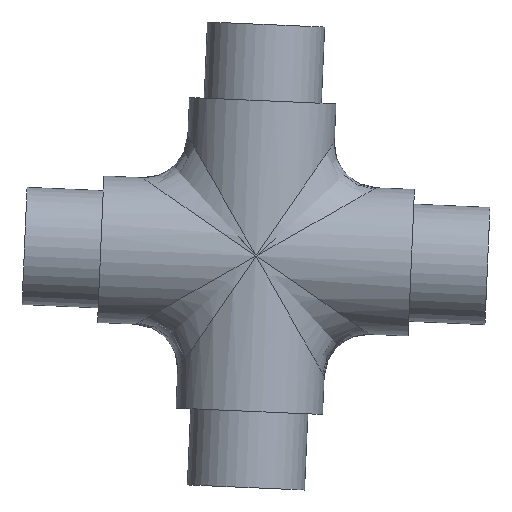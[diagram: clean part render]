
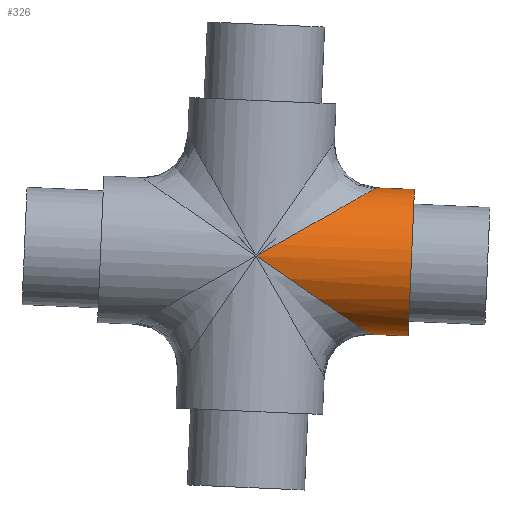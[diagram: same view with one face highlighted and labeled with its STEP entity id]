
A CAD part, front view. The second image highlights one B-rep face of the part: STEP entity #326.
In plain terms, the highlighted cylindrical face has radius 15.875 mm (diameter 31.75 mm), a partial arc.
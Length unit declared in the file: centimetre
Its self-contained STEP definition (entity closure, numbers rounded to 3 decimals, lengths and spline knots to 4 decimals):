
#110 = VERTEX_POINT ( 'NONE', #849 ) ;
#166 = ORIENTED_EDGE ( 'NONE', *, *, #1278, .T. ) ;
#187 = CARTESIAN_POINT ( 'NONE',  ( 0., 127.3505, 0. ) ) ;
#261 =( BOUNDED_CURVE ( )  B_SPLINE_CURVE ( 3, ( #463, #1584, #1706, #1026 ),
 .UNSPECIFIED., .F., .T. ) 
 B_SPLINE_CURVE_WITH_KNOTS ( ( 4, 4 ),
 ( 4.7124, 6.2832 ),
 .UNSPECIFIED. ) 
 CURVE ( )  GEOMETRIC_REPRESENTATION_ITEM ( )  RATIONAL_B_SPLINE_CURVE ( ( 1., 0.805, 0.805, 1. ) ) 
 REPRESENTATION_ITEM ( '' )  );
#311 = CARTESIAN_POINT ( 'NONE',  ( -3.3655, 125.763, -1.5875 ) ) ;
#326 = ADVANCED_FACE ( 'NONE', ( #672 ), #1119, .T. ) ;
#377 = EDGE_CURVE ( 'NONE', #110, #960, #400, .T. ) ;
#400 = LINE ( 'NONE', #963, #676 ) ;
#404 = CARTESIAN_POINT ( 'NONE',  ( -1.4879, 127.3505, 0.9299 ) ) ;
#411 = CARTESIAN_POINT ( 'NONE',  ( -2.54, 126.693, 1.5875 ) ) ;
#421 = DIRECTION ( 'NONE',  ( 0., 0., 1. ) ) ;
#462 = ORIENTED_EDGE ( 'NONE', *, *, #377, .F. ) ;
#463 = CARTESIAN_POINT ( 'NONE',  ( 0., 127.3505, 0. ) ) ;
#470 = VERTEX_POINT ( 'NONE', #1246 ) ;
#486 = DIRECTION ( 'NONE',  ( 1., 0., 0. ) ) ;
#525 = CARTESIAN_POINT ( 'NONE',  ( -3.3655, 125.763, 0. ) ) ;
#536 = CARTESIAN_POINT ( 'NONE',  ( -2.54, 125.763, 1.5875 ) ) ;
#548 = EDGE_LOOP ( 'NONE', ( #737, #1204, #1733, #462, #166 ) ) ;
#594 = CIRCLE ( 'NONE', #1534, 1.5875 ) ;
#638 = DIRECTION ( 'NONE',  ( -1., 0., 0. ) ) ;
#672 = FACE_OUTER_BOUND ( 'NONE', #548, .T. ) ;
#676 = VECTOR ( 'NONE', #1674, 100. ) ;
#698 = EDGE_CURVE ( 'NONE', #1543, #470, #261, .T. ) ;
#702 = VERTEX_POINT ( 'NONE', #311 ) ;
#737 = ORIENTED_EDGE ( 'NONE', *, *, #698, .T. ) ;
#772 = DIRECTION ( 'NONE',  ( 0., 0., 1. ) ) ;
#849 = CARTESIAN_POINT ( 'NONE',  ( -2.54, 125.763, 1.5875 ) ) ;
#960 = VERTEX_POINT ( 'NONE', #1328 ) ;
#963 = CARTESIAN_POINT ( 'NONE',  ( 5.0167, 125.763, 1.5875 ) ) ;
#966 = CARTESIAN_POINT ( 'NONE',  ( 0., 127.3505, 0. ) ) ;
#988 = EDGE_CURVE ( 'NONE', #470, #702, #1203, .T. ) ;
#1026 = CARTESIAN_POINT ( 'NONE',  ( -2.54, 125.763, -1.5875 ) ) ;
#1090 = AXIS2_PLACEMENT_3D ( 'NONE', #1237, #1685, #421 ) ;
#1119 = CYLINDRICAL_SURFACE ( 'NONE', #1090, 1.5875 ) ;
#1203 = LINE ( 'NONE', #1787, #1803 ) ;
#1204 = ORIENTED_EDGE ( 'NONE', *, *, #988, .T. ) ;
#1237 = CARTESIAN_POINT ( 'NONE',  ( 5.0167, 125.763, 0. ) ) ;
#1246 = CARTESIAN_POINT ( 'NONE',  ( -2.54, 125.763, -1.5875 ) ) ;
#1278 = EDGE_CURVE ( 'NONE', #110, #1543, #1696, .T. ) ;
#1328 = CARTESIAN_POINT ( 'NONE',  ( -3.3655, 125.763, 1.5875 ) ) ;
#1374 = EDGE_CURVE ( 'NONE', #702, #960, #594, .T. ) ;
#1534 = AXIS2_PLACEMENT_3D ( 'NONE', #525, #486, #772 ) ;
#1543 = VERTEX_POINT ( 'NONE', #187 ) ;
#1584 = CARTESIAN_POINT ( 'NONE',  ( -1.4879, 127.3505, -0.9299 ) ) ;
#1674 = DIRECTION ( 'NONE',  ( -1., 0., 0. ) ) ;
#1685 = DIRECTION ( 'NONE',  ( -1., 0., 0. ) ) ;
#1696 =( BOUNDED_CURVE ( )  B_SPLINE_CURVE ( 3, ( #536, #411, #404, #966 ),
 .UNSPECIFIED., .F., .F. ) 
 B_SPLINE_CURVE_WITH_KNOTS ( ( 4, 4 ),
 ( 0., 1.5708 ),
 .UNSPECIFIED. ) 
 CURVE ( )  GEOMETRIC_REPRESENTATION_ITEM ( )  RATIONAL_B_SPLINE_CURVE ( ( 1., 0.805, 0.805, 1. ) ) 
 REPRESENTATION_ITEM ( '' )  );
#1706 = CARTESIAN_POINT ( 'NONE',  ( -2.54, 126.693, -1.5875 ) ) ;
#1733 = ORIENTED_EDGE ( 'NONE', *, *, #1374, .T. ) ;
#1787 = CARTESIAN_POINT ( 'NONE',  ( 5.0167, 125.763, -1.5875 ) ) ;
#1803 = VECTOR ( 'NONE', #638, 100. ) ;
